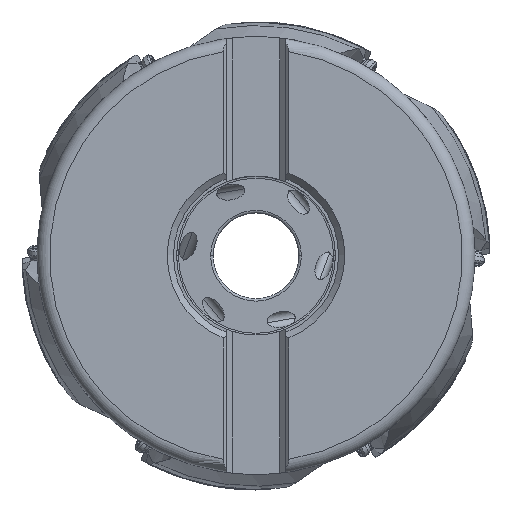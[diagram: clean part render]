
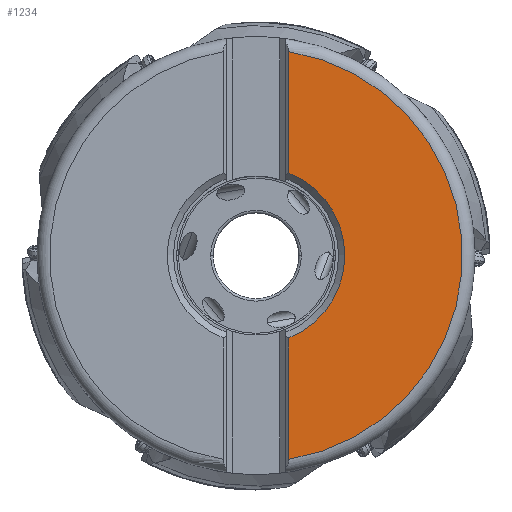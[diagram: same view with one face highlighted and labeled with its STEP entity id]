
A CAD part, top view. The second image highlights one B-rep face of the part: STEP entity #1234.
In plain terms, the highlighted planar face has unit normal (0, 0, 1).
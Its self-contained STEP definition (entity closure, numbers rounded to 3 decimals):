
#681=FACE_OUTER_BOUND('',#2015,.T.);
#1234=ADVANCED_FACE('',(#681),#1664,.T.);
#1664=PLANE('',#11403);
#2015=EDGE_LOOP('',(#5256,#5257,#5258,#5259));
#2646=LINE('',#23740,#3082);
#2647=LINE('',#23741,#3083);
#3082=VECTOR('',#13247,1.);
#3083=VECTOR('',#13248,1.);
#3517=CIRCLE('',#11399,33.);
#3519=CIRCLE('',#11402,14.2);
#5256=ORIENTED_EDGE('',*,*,#9298,.T.);
#5257=ORIENTED_EDGE('',*,*,#9299,.T.);
#5258=ORIENTED_EDGE('',*,*,#9294,.T.);
#5259=ORIENTED_EDGE('',*,*,#9300,.T.);
#7942=VERTEX_POINT('',#23707);
#7943=VERTEX_POINT('',#23708);
#7944=VERTEX_POINT('',#23738);
#7945=VERTEX_POINT('',#23739);
#9294=EDGE_CURVE('',#7942,#7943,#3517,.T.);
#9298=EDGE_CURVE('',#7944,#7945,#3519,.T.);
#9299=EDGE_CURVE('',#7945,#7942,#2646,.T.);
#9300=EDGE_CURVE('',#7943,#7944,#2647,.T.);
#11399=AXIS2_PLACEMENT_3D('',#23706,#13239,#13240);
#11402=AXIS2_PLACEMENT_3D('',#23737,#13245,#13246);
#11403=AXIS2_PLACEMENT_3D('',#23742,#13249,#13250);
#13239=DIRECTION('',(0.,0.,1.));
#13240=DIRECTION('',(0.159,-0.987,0.));
#13245=DIRECTION('',(0.,0.,-1.));
#13246=DIRECTION('',(0.371,0.929,0.));
#13247=DIRECTION('',(0.,-1.,0.));
#13248=DIRECTION('',(0.,-1.,0.));
#13249=DIRECTION('',(0.,0.,1.));
#13250=DIRECTION('',(1.,0.,0.));
#23706=CARTESIAN_POINT('',(0.,0.,0.));
#23707=CARTESIAN_POINT('',(5.263,-32.578,0.));
#23708=CARTESIAN_POINT('',(5.263,32.578,0.));
#23737=CARTESIAN_POINT('',(0.,0.,0.));
#23738=CARTESIAN_POINT('',(5.263,13.189,0.));
#23739=CARTESIAN_POINT('',(5.263,-13.189,0.));
#23740=CARTESIAN_POINT('',(5.263,-13.189,0.));
#23741=CARTESIAN_POINT('',(5.263,32.578,0.));
#23742=CARTESIAN_POINT('',(19.2,0.,0.));
